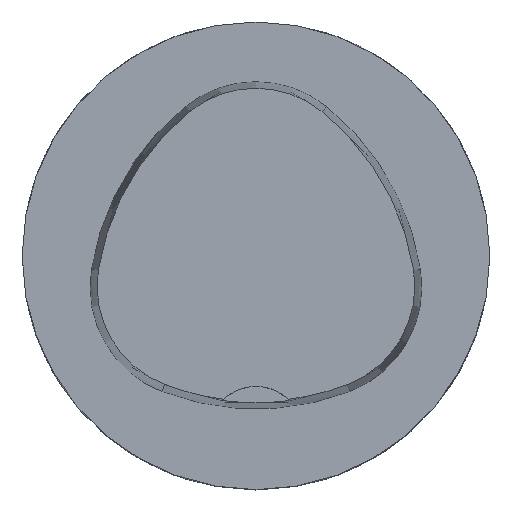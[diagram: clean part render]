
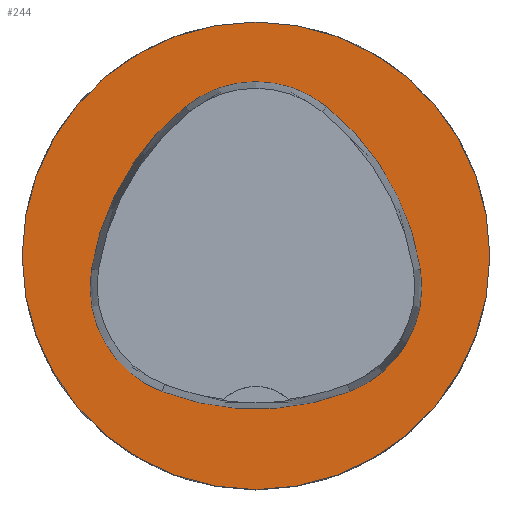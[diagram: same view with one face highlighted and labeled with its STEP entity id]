
A CAD part, top view. The second image highlights one B-rep face of the part: STEP entity #244.
In plain terms, the highlighted planar face has unit normal (0, 0, 1).
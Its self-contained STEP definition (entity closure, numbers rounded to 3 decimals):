
#244=ADVANCED_FACE('',(#501,#502),#299,.T.);
#299=PLANE('',#1471);
#501=FACE_BOUND('',#562,.T.);
#502=FACE_BOUND('',#563,.T.);
#562=EDGE_LOOP('',(#799,#800,#801,#802,#803,#804));
#563=EDGE_LOOP('',(#805));
#799=ORIENTED_EDGE('',*,*,#1197,.F.);
#800=ORIENTED_EDGE('',*,*,#1192,.F.);
#801=ORIENTED_EDGE('',*,*,#1187,.F.);
#802=ORIENTED_EDGE('',*,*,#1184,.F.);
#803=ORIENTED_EDGE('',*,*,#1181,.F.);
#804=ORIENTED_EDGE('',*,*,#1177,.F.);
#805=ORIENTED_EDGE('',*,*,#1168,.T.);
#1031=VERTEX_POINT('',#2326);
#1040=VERTEX_POINT('',#2345);
#1041=VERTEX_POINT('',#2346);
#1044=VERTEX_POINT('',#2354);
#1046=VERTEX_POINT('',#2360);
#1048=VERTEX_POINT('',#2366);
#1052=VERTEX_POINT('',#2379);
#1168=EDGE_CURVE('',#1031,#1031,#1264,.T.);
#1177=EDGE_CURVE('',#1040,#1041,#1265,.T.);
#1181=EDGE_CURVE('',#1041,#1044,#1267,.T.);
#1184=EDGE_CURVE('',#1044,#1046,#1269,.T.);
#1187=EDGE_CURVE('',#1046,#1048,#1271,.T.);
#1192=EDGE_CURVE('',#1048,#1052,#1274,.T.);
#1197=EDGE_CURVE('',#1052,#1040,#1277,.T.);
#1264=CIRCLE('',#1443,25.);
#1265=CIRCLE('',#1449,28.);
#1267=CIRCLE('',#1452,12.);
#1269=CIRCLE('',#1455,28.);
#1271=CIRCLE('',#1458,12.);
#1274=CIRCLE('',#1462,28.);
#1277=CIRCLE('',#1466,12.);
#1443=AXIS2_PLACEMENT_3D('',#2325,#1717,#1718);
#1449=AXIS2_PLACEMENT_3D('',#2344,#1733,#1734);
#1452=AXIS2_PLACEMENT_3D('',#2353,#1741,#1742);
#1455=AXIS2_PLACEMENT_3D('',#2359,#1748,#1749);
#1458=AXIS2_PLACEMENT_3D('',#2365,#1755,#1756);
#1462=AXIS2_PLACEMENT_3D('',#2378,#1764,#1765);
#1466=AXIS2_PLACEMENT_3D('',#2391,#1773,#1774);
#1471=AXIS2_PLACEMENT_3D('',#2396,#1783,#1784);
#1717=DIRECTION('',(0.,0.,1.));
#1718=DIRECTION('',(1.,0.,0.));
#1733=DIRECTION('',(0.,0.,1.));
#1734=DIRECTION('',(1.,0.,0.));
#1741=DIRECTION('',(0.,0.,1.));
#1742=DIRECTION('',(1.,0.,0.));
#1748=DIRECTION('',(0.,0.,1.));
#1749=DIRECTION('',(1.,0.,0.));
#1755=DIRECTION('',(0.,0.,1.));
#1756=DIRECTION('',(1.,0.,0.));
#1764=DIRECTION('',(0.,0.,1.));
#1765=DIRECTION('',(1.,0.,0.));
#1773=DIRECTION('',(0.,0.,1.));
#1774=DIRECTION('',(1.,0.,0.));
#1783=DIRECTION('',(0.,0.,1.));
#1784=DIRECTION('',(-1.,0.,0.));
#2325=CARTESIAN_POINT('',(0.,0.,0.));
#2326=CARTESIAN_POINT('',(25.,0.,0.));
#2344=CARTESIAN_POINT('',(-10.068,-5.824,0.));
#2345=CARTESIAN_POINT('',(17.584,-1.424,0.));
#2346=CARTESIAN_POINT('',(7.531,15.953,0.));
#2353=CARTESIAN_POINT('',(-0.011,6.62,0.));
#2354=CARTESIAN_POINT('',(-7.567,15.942,0.));
#2359=CARTESIAN_POINT('',(10.063,-5.81,0.));
#2360=CARTESIAN_POINT('',(-17.59,-1.418,0.));
#2365=CARTESIAN_POINT('',(-5.739,-3.3,0.));
#2366=CARTESIAN_POINT('',(-10.05,-14.499,0.));
#2378=CARTESIAN_POINT('',(0.01,11.631,0.));
#2379=CARTESIAN_POINT('',(10.025,-14.516,0.));
#2391=CARTESIAN_POINT('',(5.733,-3.31,0.));
#2396=CARTESIAN_POINT('',(0.,0.,0.));
